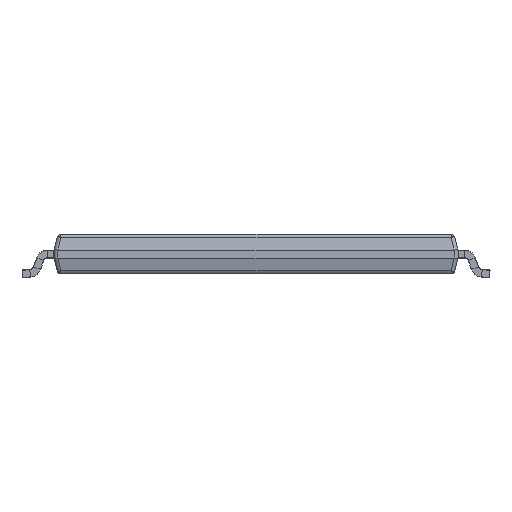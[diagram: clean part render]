
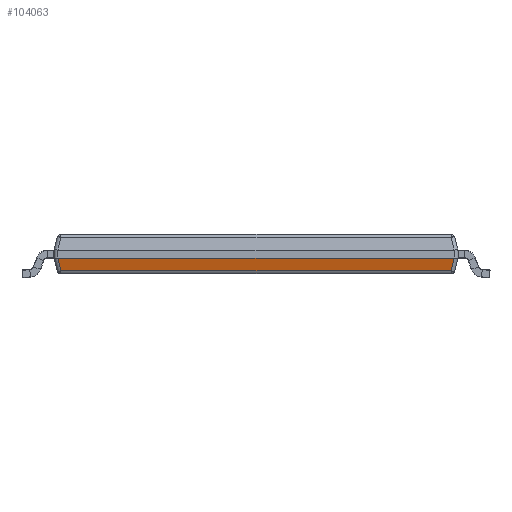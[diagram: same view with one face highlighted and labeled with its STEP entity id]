
A CAD part, front view. The second image highlights one B-rep face of the part: STEP entity #104063.
In plain terms, the highlighted planar face has unit normal (0, -0.97, -0.242).
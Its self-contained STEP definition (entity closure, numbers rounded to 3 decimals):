
#12859 = PLANE ( 'NONE',  #81311 ) ;
#15583 = LINE ( 'NONE', #111630, #23054 ) ;
#16296 = CARTESIAN_POINT ( 'NONE',  ( 5.003, -9.2, 0.5 ) ) ;
#18118 = ORIENTED_EDGE ( 'NONE', *, *, #80365, .T. ) ;
#21413 = VECTOR ( 'NONE', #22628, 1000. ) ;
#22457 = DIRECTION ( 'NONE',  ( 1., 0., 0. ) ) ;
#22628 = DIRECTION ( 'NONE',  ( 1., 0., 0. ) ) ;
#23054 = VECTOR ( 'NONE', #22457, 1000. ) ;
#23788 = CARTESIAN_POINT ( 'NONE',  ( -5.1, -9.2, 0.5 ) ) ;
#26039 = CARTESIAN_POINT ( 'NONE',  ( 5.002, -9.2, 0.5 ) ) ;
#26339 = CARTESIAN_POINT ( 'NONE',  ( -5.003, -9.2, 0.5 ) ) ;
#26470 = VERTEX_POINT ( 'NONE', #26339 ) ;
#29280 = LINE ( 'NONE', #64019, #34314 ) ;
#30062 = EDGE_CURVE ( 'NONE', #58179, #49274, #109181, .T. ) ;
#34314 = VECTOR ( 'NONE', #105345, 1000. ) ;
#40151 = VERTEX_POINT ( 'NONE', #102653 ) ;
#41260 = CARTESIAN_POINT ( 'NONE',  ( -5.002, -9.2, 0.5 ) ) ;
#42810 = VERTEX_POINT ( 'NONE', #74779 ) ;
#48551 = ORIENTED_EDGE ( 'NONE', *, *, #30062, .T. ) ;
#49011 = VECTOR ( 'NONE', #73997, 1000. ) ;
#49274 = VERTEX_POINT ( 'NONE', #74535 ) ;
#49730 = CARTESIAN_POINT ( 'NONE',  ( -5., -9.2, 0.5 ) ) ;
#51061 = CARTESIAN_POINT ( 'NONE',  ( 5.001, -9.2, 0.5 ) ) ;
#55139 = EDGE_CURVE ( 'NONE', #26470, #98463, #64867, .T. ) ;
#55950 = ORIENTED_EDGE ( 'NONE', *, *, #76834, .T. ) ;
#58179 = VERTEX_POINT ( 'NONE', #95400 ) ;
#59477 = CARTESIAN_POINT ( 'NONE',  ( -5.001, -9.2, 0.5 ) ) ;
#64019 = CARTESIAN_POINT ( 'NONE',  ( 4.442, -8.639, -1.745 ) ) ;
#64867 = LINE ( 'NONE', #91189, #49011 ) ;
#67462 = CARTESIAN_POINT ( 'NONE',  ( -5.003, -9.2, 0.5 ) ) ;
#68940 = EDGE_LOOP ( 'NONE', ( #71209, #18118, #111840, #55950, #77230, #48551 ) ) ;
#71209 = ORIENTED_EDGE ( 'NONE', *, *, #100778, .F. ) ;
#73997 = DIRECTION ( 'NONE',  ( 0.236, 0.236, -0.943 ) ) ;
#74535 = CARTESIAN_POINT ( 'NONE',  ( 5., -9.2, 0.5 ) ) ;
#74779 = CARTESIAN_POINT ( 'NONE',  ( -5., -9.2, 0.5 ) ) ;
#76834 = EDGE_CURVE ( 'NONE', #98463, #40151, #15583, .T. ) ;
#77230 = ORIENTED_EDGE ( 'NONE', *, *, #78377, .T. ) ;
#78377 = EDGE_CURVE ( 'NONE', #40151, #58179, #29280, .T. ) ;
#80365 = EDGE_CURVE ( 'NONE', #42810, #26470, #86492, .T. ) ;
#81311 = AXIS2_PLACEMENT_3D ( 'NONE', #85421, #103707, #86538 ) ;
#85421 = CARTESIAN_POINT ( 'NONE',  ( -5.1, -9.2, 0.5 ) ) ;
#86492 =( BOUNDED_CURVE ( )  B_SPLINE_CURVE ( 3, ( #49730, #59477, #41260, #67462 ),
 .UNSPECIFIED., .F., .F. ) 
 B_SPLINE_CURVE_WITH_KNOTS ( ( 4, 4 ),
 ( 3.142, 3.171 ),
 .UNSPECIFIED. ) 
 CURVE ( )  GEOMETRIC_REPRESENTATION_ITEM ( )  RATIONAL_B_SPLINE_CURVE ( ( 1., 1., 1., 1. ) ) 
 REPRESENTATION_ITEM ( '' )  );
#86538 = DIRECTION ( 'NONE',  ( 1., 0., 0. ) ) ;
#91116 = FACE_OUTER_BOUND ( 'NONE', #68940, .T. ) ;
#91189 = CARTESIAN_POINT ( 'NONE',  ( -5.008, -9.205, 0.522 ) ) ;
#94599 = LINE ( 'NONE', #23788, #21413 ) ;
#95400 = CARTESIAN_POINT ( 'NONE',  ( 5.003, -9.2, 0.5 ) ) ;
#95748 = CARTESIAN_POINT ( 'NONE',  ( 5., -9.2, 0.5 ) ) ;
#98463 = VERTEX_POINT ( 'NONE', #112800 ) ;
#100778 = EDGE_CURVE ( 'NONE', #42810, #49274, #94599, .T. ) ;
#102653 = CARTESIAN_POINT ( 'NONE',  ( 4.922, -9.119, 0.176 ) ) ;
#103707 = DIRECTION ( 'NONE',  ( 0., 0.97, 0.243 ) ) ;
#104063 = ADVANCED_FACE ( 'NONE', ( #91116 ), #12859, .F. ) ;
#105345 = DIRECTION ( 'NONE',  ( 0.236, -0.236, 0.943 ) ) ;
#109181 =( BOUNDED_CURVE ( )  B_SPLINE_CURVE ( 3, ( #16296, #26039, #51061, #95748 ),
 .UNSPECIFIED., .F., .F. ) 
 B_SPLINE_CURVE_WITH_KNOTS ( ( 4, 4 ),
 ( 3.112, 3.142 ),
 .UNSPECIFIED. ) 
 CURVE ( )  GEOMETRIC_REPRESENTATION_ITEM ( )  RATIONAL_B_SPLINE_CURVE ( ( 1., 1., 1., 1. ) ) 
 REPRESENTATION_ITEM ( '' )  );
#111630 = CARTESIAN_POINT ( 'NONE',  ( 5., -9.119, 0.176 ) ) ;
#111840 = ORIENTED_EDGE ( 'NONE', *, *, #55139, .T. ) ;
#112800 = CARTESIAN_POINT ( 'NONE',  ( -4.922, -9.119, 0.176 ) ) ;
